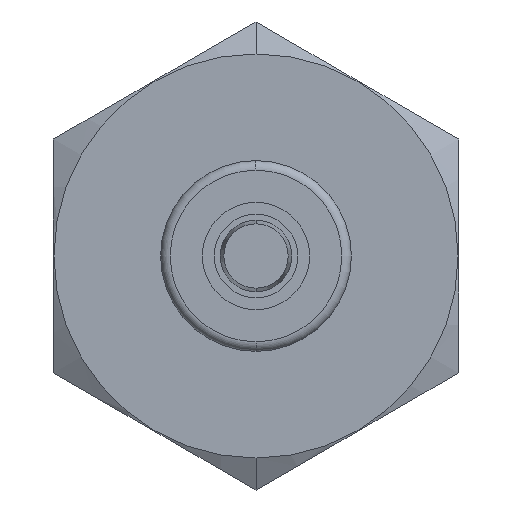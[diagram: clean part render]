
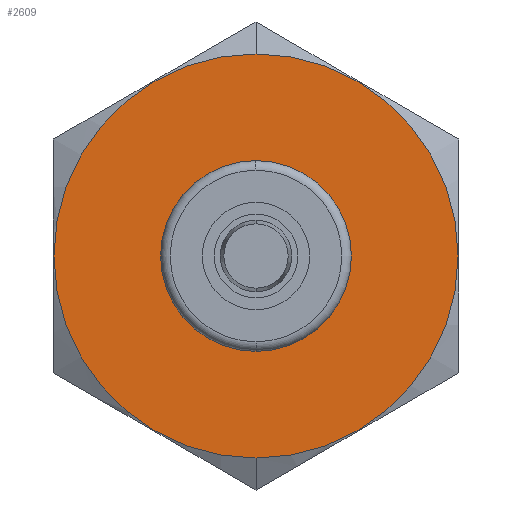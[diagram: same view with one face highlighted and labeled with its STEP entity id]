
A CAD part, front view. The second image highlights one B-rep face of the part: STEP entity #2609.
In plain terms, the highlighted planar face has unit normal (0, -1, 0).
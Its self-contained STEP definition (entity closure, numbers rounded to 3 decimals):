
#105=CARTESIAN_POINT('',(0.,-6.95,0.));
#106=DIRECTION('',(0.,-1.,0.));
#107=DIRECTION('',(0.,0.,-1.));
#108=AXIS2_PLACEMENT_3D('',#105,#106,#107);
#110=CARTESIAN_POINT('',(0.,-6.95,0.));
#111=DIRECTION('',(0.,1.,0.));
#112=DIRECTION('',(0.,0.,-1.));
#113=AXIS2_PLACEMENT_3D('',#110,#111,#112);
#132=CARTESIAN_POINT('',(0.,-6.95,0.));
#133=DIRECTION('',(0.,-1.,0.));
#134=DIRECTION('',(0.,0.,-1.));
#135=AXIS2_PLACEMENT_3D('',#132,#133,#134);
#196=CARTESIAN_POINT('',(0.,-6.95,0.));
#197=DIRECTION('',(0.,1.,0.));
#198=DIRECTION('',(0.,0.,-1.));
#199=AXIS2_PLACEMENT_3D('',#196,#197,#198);
#2198=CARTESIAN_POINT('',(0.,-6.95,-8.475));
#2199=CARTESIAN_POINT('',(0.,-6.95,8.475));
#2200=VERTEX_POINT('',#2198);
#2201=VERTEX_POINT('',#2199);
#2252=CARTESIAN_POINT('',(0.,-6.95,-4.));
#2253=CARTESIAN_POINT('',(0.,-6.95,4.));
#2254=VERTEX_POINT('',#2252);
#2255=VERTEX_POINT('',#2253);
#2594=CARTESIAN_POINT('',(0.,-6.95,0.));
#2595=DIRECTION('',(0.,1.,0.));
#2596=DIRECTION('',(0.,0.,-1.));
#2597=AXIS2_PLACEMENT_3D('',#2594,#2595,#2596);
#2598=PLANE('',#2597);
#2600=ORIENTED_EDGE('',*,*,#2599,.F.);
#2602=ORIENTED_EDGE('',*,*,#2601,.T.);
#2603=EDGE_LOOP('',(#2600,#2602));
#2604=FACE_OUTER_BOUND('',#2603,.F.);
#2605=ORIENTED_EDGE('',*,*,#2576,.T.);
#2606=ORIENTED_EDGE('',*,*,#2561,.F.);
#2607=EDGE_LOOP('',(#2605,#2606));
#2608=FACE_BOUND('',#2607,.F.);
#109=CIRCLE('',#108,4.);
#114=CIRCLE('',#113,4.);
#136=CIRCLE('',#135,8.475);
#200=CIRCLE('',#199,8.475);
#2561=EDGE_CURVE('',#2254,#2255,#114,.T.);
#2576=EDGE_CURVE('',#2254,#2255,#109,.T.);
#2599=EDGE_CURVE('',#2200,#2201,#136,.T.);
#2601=EDGE_CURVE('',#2200,#2201,#200,.T.);
#2609=ADVANCED_FACE('',(#2604,#2608),#2598,.F.);
